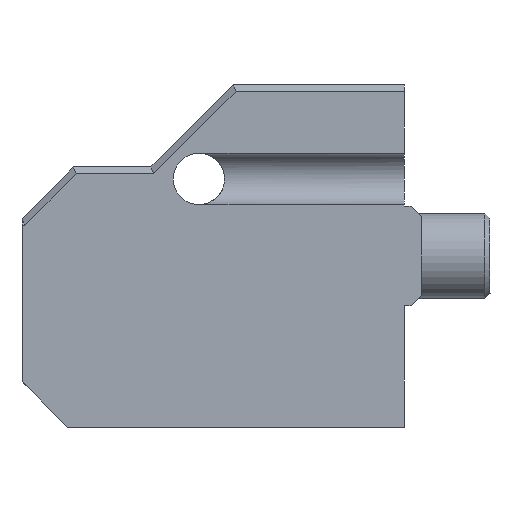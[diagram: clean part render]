
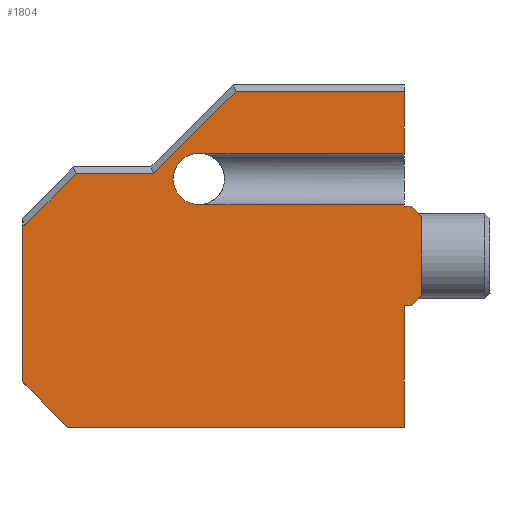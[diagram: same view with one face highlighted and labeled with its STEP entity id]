
A CAD part, left-side view. The second image highlights one B-rep face of the part: STEP entity #1804.
In plain terms, the highlighted planar face has unit normal (-1, 0, 0).
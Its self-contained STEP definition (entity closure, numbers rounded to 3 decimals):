
#118=PLANE('',#1941);
#197=FACE_OUTER_BOUND('',#305,.T.);
#305=EDGE_LOOP('',(#1384,#1385,#1386,#1387,#1388,#1389,#1390,#1391,#1392,
#1393,#1394,#1395,#1396,#1397,#1398,#1399,#1400,#1401,#1402));
#432=LINE('',#2716,#616);
#452=LINE('',#2758,#636);
#463=LINE('',#2782,#647);
#467=LINE('',#2792,#651);
#468=LINE('',#2794,#652);
#469=LINE('',#2796,#653);
#470=LINE('',#2798,#654);
#471=LINE('',#2800,#655);
#472=LINE('',#2802,#656);
#473=LINE('',#2804,#657);
#474=LINE('',#2806,#658);
#475=LINE('',#2810,#659);
#476=LINE('',#2812,#660);
#477=LINE('',#2814,#661);
#478=LINE('',#2816,#662);
#479=LINE('',#2818,#663);
#480=LINE('',#2820,#664);
#481=LINE('',#2821,#665);
#616=VECTOR('',#2187,10.);
#636=VECTOR('',#2213,10.);
#647=VECTOR('',#2230,10.);
#651=VECTOR('',#2238,10.);
#652=VECTOR('',#2239,10.);
#653=VECTOR('',#2240,10.);
#654=VECTOR('',#2241,10.);
#655=VECTOR('',#2242,10.);
#656=VECTOR('',#2243,10.);
#657=VECTOR('',#2244,10.);
#658=VECTOR('',#2245,10.);
#659=VECTOR('',#2248,10.);
#660=VECTOR('',#2249,10.);
#661=VECTOR('',#2250,10.);
#662=VECTOR('',#2251,10.);
#663=VECTOR('',#2252,10.);
#664=VECTOR('',#2253,10.);
#665=VECTOR('',#2254,10.);
#777=CIRCLE('',#1942,1.5);
#849=VERTEX_POINT('',#2713);
#850=VERTEX_POINT('',#2715);
#869=VERTEX_POINT('',#2757);
#879=VERTEX_POINT('',#2781);
#883=VERTEX_POINT('',#2791);
#884=VERTEX_POINT('',#2793);
#885=VERTEX_POINT('',#2795);
#886=VERTEX_POINT('',#2797);
#887=VERTEX_POINT('',#2799);
#888=VERTEX_POINT('',#2801);
#889=VERTEX_POINT('',#2803);
#890=VERTEX_POINT('',#2805);
#891=VERTEX_POINT('',#2807);
#892=VERTEX_POINT('',#2809);
#893=VERTEX_POINT('',#2811);
#894=VERTEX_POINT('',#2813);
#895=VERTEX_POINT('',#2815);
#896=VERTEX_POINT('',#2817);
#897=VERTEX_POINT('',#2819);
#1035=EDGE_CURVE('',#849,#850,#432,.T.);
#1056=EDGE_CURVE('',#850,#869,#452,.T.);
#1068=EDGE_CURVE('',#879,#869,#463,.T.);
#1073=EDGE_CURVE('',#849,#883,#467,.T.);
#1074=EDGE_CURVE('',#883,#884,#468,.T.);
#1075=EDGE_CURVE('',#885,#884,#469,.F.);
#1076=EDGE_CURVE('',#885,#886,#470,.T.);
#1077=EDGE_CURVE('',#887,#886,#471,.F.);
#1078=EDGE_CURVE('',#887,#888,#472,.T.);
#1079=EDGE_CURVE('',#888,#889,#473,.T.);
#1080=EDGE_CURVE('',#889,#890,#474,.T.);
#1081=EDGE_CURVE('',#891,#890,#777,.T.);
#1082=EDGE_CURVE('',#891,#892,#475,.T.);
#1083=EDGE_CURVE('',#892,#893,#476,.T.);
#1084=EDGE_CURVE('',#894,#893,#477,.T.);
#1085=EDGE_CURVE('',#895,#894,#478,.T.);
#1086=EDGE_CURVE('',#896,#895,#479,.T.);
#1087=EDGE_CURVE('',#897,#896,#480,.T.);
#1088=EDGE_CURVE('',#879,#897,#481,.T.);
#1384=ORIENTED_EDGE('',*,*,#1056,.F.);
#1385=ORIENTED_EDGE('',*,*,#1035,.F.);
#1386=ORIENTED_EDGE('',*,*,#1073,.T.);
#1387=ORIENTED_EDGE('',*,*,#1074,.T.);
#1388=ORIENTED_EDGE('',*,*,#1075,.F.);
#1389=ORIENTED_EDGE('',*,*,#1076,.T.);
#1390=ORIENTED_EDGE('',*,*,#1077,.F.);
#1391=ORIENTED_EDGE('',*,*,#1078,.T.);
#1392=ORIENTED_EDGE('',*,*,#1079,.T.);
#1393=ORIENTED_EDGE('',*,*,#1080,.T.);
#1394=ORIENTED_EDGE('',*,*,#1081,.F.);
#1395=ORIENTED_EDGE('',*,*,#1082,.T.);
#1396=ORIENTED_EDGE('',*,*,#1083,.T.);
#1397=ORIENTED_EDGE('',*,*,#1084,.F.);
#1398=ORIENTED_EDGE('',*,*,#1085,.F.);
#1399=ORIENTED_EDGE('',*,*,#1086,.F.);
#1400=ORIENTED_EDGE('',*,*,#1087,.F.);
#1401=ORIENTED_EDGE('',*,*,#1088,.F.);
#1402=ORIENTED_EDGE('',*,*,#1068,.T.);
#1804=ADVANCED_FACE('',(#197),#118,.T.);
#1941=AXIS2_PLACEMENT_3D('',#2790,#2236,#2237);
#1942=AXIS2_PLACEMENT_3D('',#2808,#2246,#2247);
#2187=DIRECTION('',(0.,1.,0.));
#2213=DIRECTION('',(0.,0.707,0.707));
#2230=DIRECTION('',(0.,0.,-1.));
#2236=DIRECTION('center_axis',(-1.,0.,0.));
#2237=DIRECTION('ref_axis',(0.,0.,-1.));
#2238=DIRECTION('',(0.,0.,1.));
#2239=DIRECTION('',(0.,-1.,0.));
#2240=DIRECTION('',(0.,-0.707,0.707));
#2241=DIRECTION('',(0.,0.,1.));
#2242=DIRECTION('',(0.,0.707,0.707));
#2243=DIRECTION('',(0.,1.,0.));
#2244=DIRECTION('',(0.,0.,1.));
#2245=DIRECTION('',(0.,1.,0.));
#2246=DIRECTION('center_axis',(-1.,0.,0.));
#2247=DIRECTION('ref_axis',(0.,0.,-1.));
#2248=DIRECTION('',(0.,-1.,0.));
#2249=DIRECTION('',(0.,0.,1.));
#2250=DIRECTION('',(0.,-1.,0.));
#2251=DIRECTION('',(0.,-0.707,0.707));
#2252=DIRECTION('',(0.,-1.,0.));
#2253=DIRECTION('',(0.,-0.707,0.707));
#2254=DIRECTION('',(0.,-1.,0.));
#2713=CARTESIAN_POINT('',(-29.999,-180.001,-15.));
#2715=CARTESIAN_POINT('',(-29.999,-160.317,-15.));
#2716=CARTESIAN_POINT('',(-29.999,-95.051,-15.));
#2757=CARTESIAN_POINT('',(-29.999,-157.667,-12.35));
#2758=CARTESIAN_POINT('',(-29.999,-140.838,4.479));
#2781=CARTESIAN_POINT('',(-29.999,-157.667,-3.2));
#2782=CARTESIAN_POINT('',(-29.999,-157.667,-4.375));
#2790=CARTESIAN_POINT('Origin',(-29.999,-95.051,-5.));
#2791=CARTESIAN_POINT('',(-29.999,-180.001,-7.9));
#2792=CARTESIAN_POINT('',(-29.999,-180.001,-2.4));
#2793=CARTESIAN_POINT('',(-29.999,-180.401,-7.9));
#2794=CARTESIAN_POINT('',(-29.999,-137.526,-7.9));
#2795=CARTESIAN_POINT('',(-29.999,-181.001,-7.3));
#2796=CARTESIAN_POINT('',(-29.999,-159.938,-28.362));
#2797=CARTESIAN_POINT('',(-29.999,-181.001,-2.7));
#2798=CARTESIAN_POINT('',(-29.999,-181.001,-6.45));
#2799=CARTESIAN_POINT('',(-29.999,-180.401,-2.1));
#2800=CARTESIAN_POINT('',(-29.999,-159.938,18.362));
#2801=CARTESIAN_POINT('',(-29.999,-180.001,-2.1));
#2802=CARTESIAN_POINT('',(-29.999,-138.026,-2.1));
#2803=CARTESIAN_POINT('',(-29.999,-180.001,-2.));
#2804=CARTESIAN_POINT('',(-29.999,-180.001,-2.4));
#2805=CARTESIAN_POINT('',(-29.999,-168.001,-2.));
#2806=CARTESIAN_POINT('',(-29.999,-174.001,-2.));
#2807=CARTESIAN_POINT('',(-29.999,-168.001,1.));
#2808=CARTESIAN_POINT('Origin',(-29.999,-168.001,-0.5));
#2809=CARTESIAN_POINT('',(-29.999,-180.001,1.));
#2810=CARTESIAN_POINT('',(-29.999,-174.001,1.));
#2811=CARTESIAN_POINT('',(-29.999,-180.001,4.6));
#2812=CARTESIAN_POINT('',(-29.999,-180.001,-2.4));
#2813=CARTESIAN_POINT('',(-29.999,-170.167,4.6));
#2814=CARTESIAN_POINT('',(-29.999,-135.026,4.6));
#2815=CARTESIAN_POINT('',(-29.999,-165.367,-0.2));
#2816=CARTESIAN_POINT('',(-29.999,-147.846,-17.72));
#2817=CARTESIAN_POINT('',(-29.999,-160.832,-0.2));
#2818=CARTESIAN_POINT('',(-29.999,-95.051,-0.2));
#2819=CARTESIAN_POINT('',(-29.999,-157.832,-3.2));
#2820=CARTESIAN_POINT('',(-29.999,-142.495,-18.537));
#2821=CARTESIAN_POINT('',(-29.999,-95.051,-3.2));
